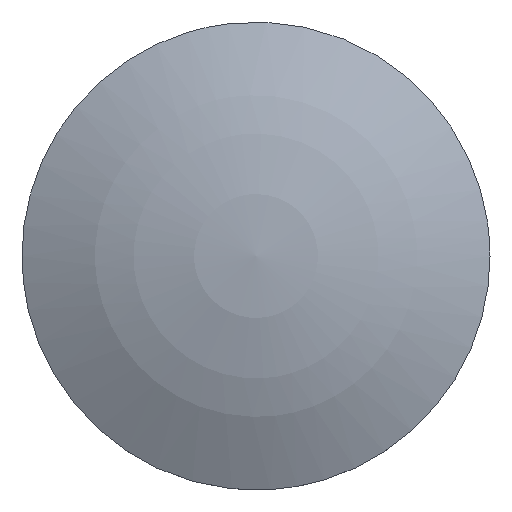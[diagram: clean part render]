
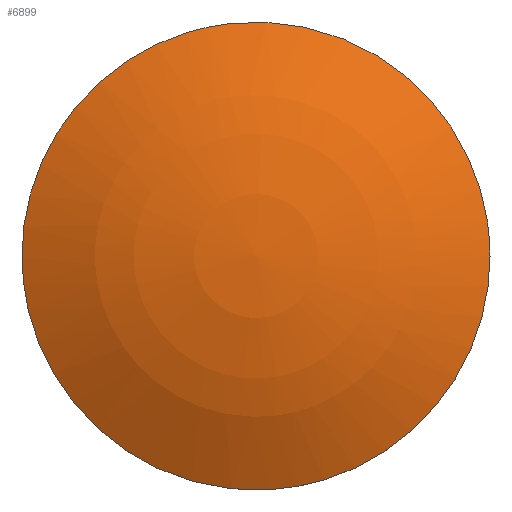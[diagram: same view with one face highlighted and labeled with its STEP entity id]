
A CAD part, top view. The second image highlights one B-rep face of the part: STEP entity #6899.
In plain terms, the highlighted free-form (B-spline) face has degree [2, 2] with [4, 4] control points.
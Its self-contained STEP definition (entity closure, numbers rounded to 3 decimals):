
#357=CARTESIAN_POINT('',(-0.944,7.944,-2.));
#358=VERTEX_POINT('',#357);
#364=CARTESIAN_POINT('',(8.0,0.0,-2.));
#365=VERTEX_POINT('',#364);
#366=CARTESIAN_POINT('',(-0.944,7.944,-2.));
#367=CARTESIAN_POINT('',(-0.474,8.0,-2.));
#368=CARTESIAN_POINT('',(0.0,8.0,-2.));
#369=CARTESIAN_POINT('',(8.0,8.0,-2.));
#370=CARTESIAN_POINT('',(8.0,0.0,-2.));
#378=(BOUNDED_CURVE()B_SPLINE_CURVE(2,(#366,#367,#368,#369,#370),.UNSPECIFIED.,.F.,.U.)B_SPLINE_CURVE_WITH_KNOTS((3,2,3),(0.23,0.25,0.5),.UNSPECIFIED.)CURVE()GEOMETRIC_REPRESENTATION_ITEM()RATIONAL_B_SPLINE_CURVE((0.956,0.976,1.0,0.707,1.0))REPRESENTATION_ITEM(''));
#379=EDGE_CURVE('',#358,#365,#378,.T.);
#381=CARTESIAN_POINT('',(0.488,-7.985,-2.));
#382=VERTEX_POINT('',#381);
#383=CARTESIAN_POINT('',(8.0,0.0,-2.));
#384=CARTESIAN_POINT('',(8.0,-7.526,-2.));
#385=CARTESIAN_POINT('',(0.488,-7.985,-2.));
#393=(BOUNDED_CURVE()B_SPLINE_CURVE(2,(#383,#384,#385),.UNSPECIFIED.,.F.,.U.)B_SPLINE_CURVE_WITH_KNOTS((3,3),(0.5,0.739),.UNSPECIFIED.)CURVE()GEOMETRIC_REPRESENTATION_ITEM()RATIONAL_B_SPLINE_CURVE((1.0,0.72,0.976))REPRESENTATION_ITEM(''));
#394=EDGE_CURVE('',#365,#382,#393,.T.);
#468=CARTESIAN_POINT('',(-8.0,0.0,-2.));
#469=VERTEX_POINT('',#468);
#470=CARTESIAN_POINT('',(0.488,-7.985,-2.));
#471=CARTESIAN_POINT('',(0.244,-8.0,-2.));
#472=CARTESIAN_POINT('',(0.0,-8.0,-2.));
#473=CARTESIAN_POINT('',(-8.0,-8.0,-2.));
#474=CARTESIAN_POINT('',(-8.0,0.0,-2.));
#482=(BOUNDED_CURVE()B_SPLINE_CURVE(2,(#470,#471,#472,#473,#474),.UNSPECIFIED.,.F.,.U.)B_SPLINE_CURVE_WITH_KNOTS((3,2,3),(0.739,0.75,1.0),.UNSPECIFIED.)CURVE()GEOMETRIC_REPRESENTATION_ITEM()RATIONAL_B_SPLINE_CURVE((0.976,0.988,1.0,0.707,1.0))REPRESENTATION_ITEM(''));
#483=EDGE_CURVE('',#382,#469,#482,.T.);
#485=CARTESIAN_POINT('',(-8.0,0.0,-2.));
#486=CARTESIAN_POINT('',(-8.0,7.105,-2.));
#487=CARTESIAN_POINT('',(-0.944,7.944,-2.));
#495=(BOUNDED_CURVE()B_SPLINE_CURVE(2,(#485,#486,#487),.UNSPECIFIED.,.F.,.U.)B_SPLINE_CURVE_WITH_KNOTS((3,3),(0.0,0.23),.UNSPECIFIED.)CURVE()GEOMETRIC_REPRESENTATION_ITEM()RATIONAL_B_SPLINE_CURVE((1.0,0.731,0.956))REPRESENTATION_ITEM(''));
#496=EDGE_CURVE('',#469,#358,#495,.T.);
#6869=CARTESIAN_POINT('',(-8.121,-8.121,-4.466));
#6870=CARTESIAN_POINT('',(-4.346,-8.692,-2.39));
#6871=CARTESIAN_POINT('',(4.346,-8.692,-2.39));
#6872=CARTESIAN_POINT('',(8.121,-8.121,-4.466));
#6873=CARTESIAN_POINT('',(-8.692,-4.346,-2.39));
#6874=CARTESIAN_POINT('',(-4.675,-4.674,0.));
#6875=CARTESIAN_POINT('',(4.675,-4.674,0.));
#6876=CARTESIAN_POINT('',(8.692,-4.346,-2.39));
#6877=CARTESIAN_POINT('',(-8.692,4.346,-2.39));
#6878=CARTESIAN_POINT('',(-4.675,4.674,0.));
#6879=CARTESIAN_POINT('',(4.675,4.674,0.));
#6880=CARTESIAN_POINT('',(8.692,4.346,-2.39));
#6881=CARTESIAN_POINT('',(-8.121,8.121,-4.466));
#6882=CARTESIAN_POINT('',(-4.346,8.692,-2.39));
#6883=CARTESIAN_POINT('',(4.346,8.692,-2.39));
#6884=CARTESIAN_POINT('',(8.121,8.121,-4.466));
#6892=(BOUNDED_SURFACE()B_SPLINE_SURFACE(2,2,((#6869,#6873,#6877,#6881),(#6870,#6874,#6878,#6882),(#6871,#6875,#6879,#6883),(#6872,#6876,#6880,#6884)),.UNSPECIFIED.,.F.,.F.,.U.)B_SPLINE_SURFACE_WITH_KNOTS((3,1,3),(3,1,3),(2.091,10.929,19.768),(2.091,10.929,19.767),.UNSPECIFIED.)GEOMETRIC_REPRESENTATION_ITEM()RATIONAL_B_SPLINE_SURFACE(((1.151,1.076,1.076,1.151),(1.076,1.0,1.0,1.076),(1.076,1.0,1.0,1.076),(1.151,1.076,1.076,1.151)))REPRESENTATION_ITEM('')SURFACE());
#6893=ORIENTED_EDGE('',*,*,#483,.F.);
#6894=ORIENTED_EDGE('',*,*,#394,.F.);
#6895=ORIENTED_EDGE('',*,*,#379,.F.);
#6896=ORIENTED_EDGE('',*,*,#496,.F.);
#6897=EDGE_LOOP('',(#6893,#6894,#6895,#6896));
#6898=FACE_OUTER_BOUND('',#6897,.T.);
#6899=ADVANCED_FACE('',(#6898),#6892,.T.);
